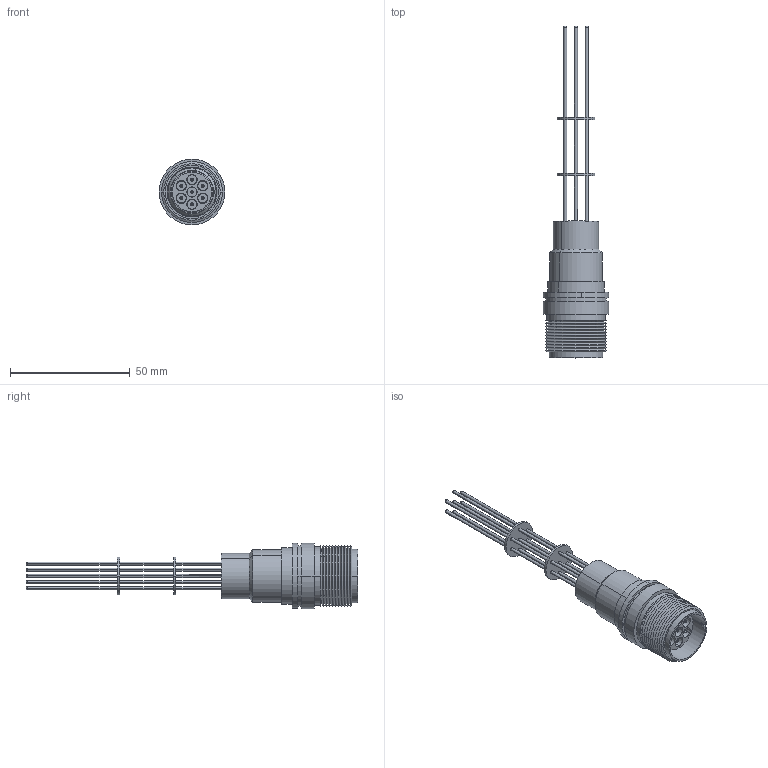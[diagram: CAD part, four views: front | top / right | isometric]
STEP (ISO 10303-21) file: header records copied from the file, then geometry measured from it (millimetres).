
FILE_DESCRIPTION (( 'STEP AP203' ), '1' );
FILE_NAME ('A3084-1-W.STEP', '2011-10-12T12:23:48', ( '' ), ( '' ), 'SwSTEP 2.0', 'SolidWorks 2011', '' );
FILE_SCHEMA (( 'CONFIG_CONTROL_DESIGN' ));
Length unit declared in the file: inch
Products named in the file (1): A3084-1-W
Bounding box: 27.43 x 138.55 x 27.43 mm (x, y, z)
Volume: 14745.3 mm3; surface area: 19311 mm2
Topology: 1 solids, 1 shells, 376 faces, 825 edges, 487 vertices
Faces by surface type: cylinder 150, cone 124, plane 58, torus 30, sphere 14
Entity records: 10264 total; most frequent: DIRECTION 2047, CARTESIAN_POINT 1647, ORIENTED_EDGE 1594, AXIS2_PLACEMENT_3D 873, EDGE_CURVE 797, CIRCLE 496, VERTEX_POINT 473, EDGE_LOOP 450
